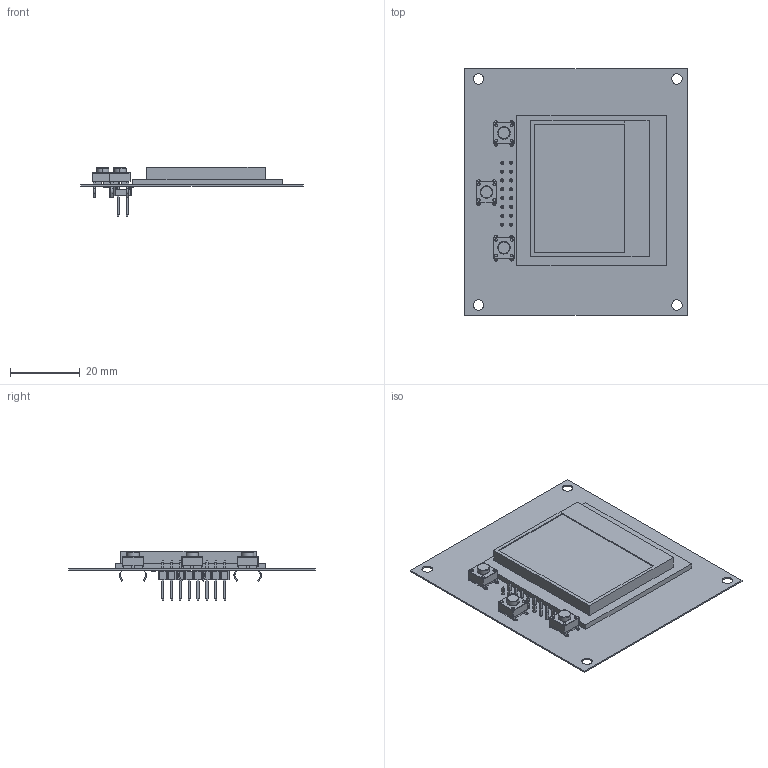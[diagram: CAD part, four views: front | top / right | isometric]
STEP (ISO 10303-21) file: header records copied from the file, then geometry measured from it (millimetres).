
FILE_DESCRIPTION(('Open CASCADE Model'),'2;1');
FILE_NAME('Open CASCADE Shape Model','2017-12-14T22:01:59',('Author'),( 'Open CASCADE'),'Open CASCADE STEP processor 6.2','Open CASCADE 6.2' ,'Unknown');
FILE_SCHEMA(('AUTOMOTIVE_DESIGN { 1 0 10303 214 1 1 1 1 }'));
Length unit declared in the file: millimetre
Products named in the file (19): PCB; Board; M1; 767453104; Extruded; 767456176; 767455792; J6; pin_header_awl254-dg-g16d; SB3; TactButton_4p_1; SB2; SB1; R4; SMD_0805_(2012); R3; R2
Assembly tree (22 placements, depth 4):
  PCB
    Board
    M1
      767453104
        Extruded
      767456176
        Extruded
      767455792
        Extruded
    J6
      pin_header_awl254-dg-g16d
    SB3
      TactButton_4p_1
    SB2
      TactButton_4p_1
    SB1
      TactButton_4p_1
    R4
      SMD_0805_(2012)
    R3
      SMD_0805_(2012)
    R2
      SMD_0805_(2012)
Bounding box: 64 x 71 x 14.3 mm (x, y, z)
Volume: 9755 mm3; surface area: 18745.4 mm2
Topology: 23 solids, 23 shells, 1379 faces, 3482 edges, 2256 vertices
Faces by surface type: plane 972, bspline 225, cylinder 176, torus 6
Full cylindrical faces by diameter (mm): 0.9 x16, 1 x28
Entity records: 62904 total; most frequent: CARTESIAN_POINT 12652, DIRECTION 7312, LINE 5336, VECTOR 5336, ORIENTED_EDGE 4298, PCURVE 4296, DEFINITIONAL_REPRESENTATION 4296, EDGE_CURVE 2148
